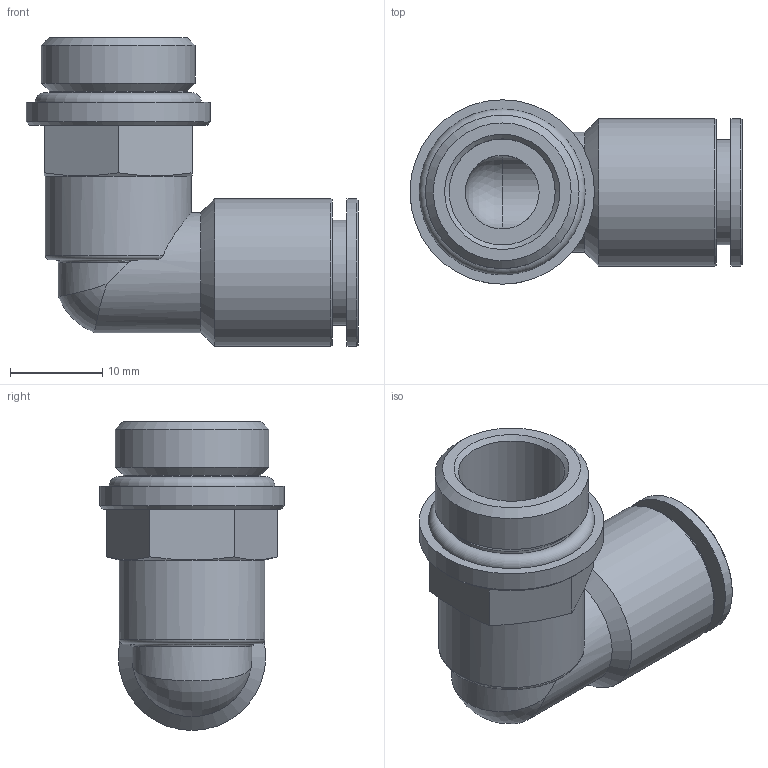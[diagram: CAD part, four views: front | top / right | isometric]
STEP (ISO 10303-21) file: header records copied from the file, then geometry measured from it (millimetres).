
FILE_DESCRIPTION(/* description */ ('STEP AP214'),/* implementation_level */ '2;1');
FILE_NAME(/* name */ '558716_NPQM-L-G38-Q10-P10',/* time_stamp */ '2024-09-13T06:29:51+02:00',/* author */ ('License CC BY-ND 4.0'),/* organization */ ('CADENAS'),/* preprocessor_version */ 'ST-DEVELOPER v19.3',/* originating_system */ 'PARTsolutions',/* authorisation */ ' ');
FILE_SCHEMA (('AUTOMOTIVE_DESIGN {1 0 10303 214 3 1 1}'));
Length unit declared in the file: millimetre
Products named in the file (1): 558716 NPQM-L-G38-Q10-P10
Bounding box: 36 x 20 x 33.5 mm (x, y, z)
Volume: 5964.1 mm3; surface area: 4777.1 mm2
Topology: 1 solids, 1 shells, 43 faces, 94 edges, 58 vertices
Faces by surface type: plane 15, cylinder 13, cone 10, torus 4, sphere 1
Full cylindrical faces by diameter (mm): 8 x2, 10 x1, 11.4 x1, 11.5 x1, 13 x1, 14.95 x1, 15.8 x1, 16 x2, 16.662 x1, 20 x1
Entity records: 1370 total; most frequent: CARTESIAN_POINT 228, DIRECTION 176, ORIENTED_EDGE 128, AXIS2_PLACEMENT_3D 81, EDGE_LOOP 74, FACE_BOUND 74, EDGE_CURVE 64, VERTEX_POINT 52
